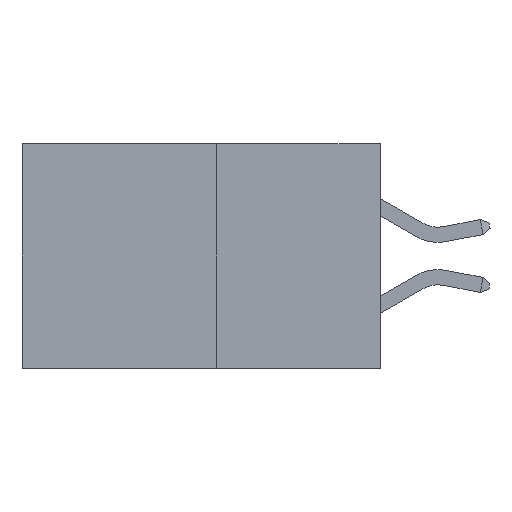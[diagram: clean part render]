
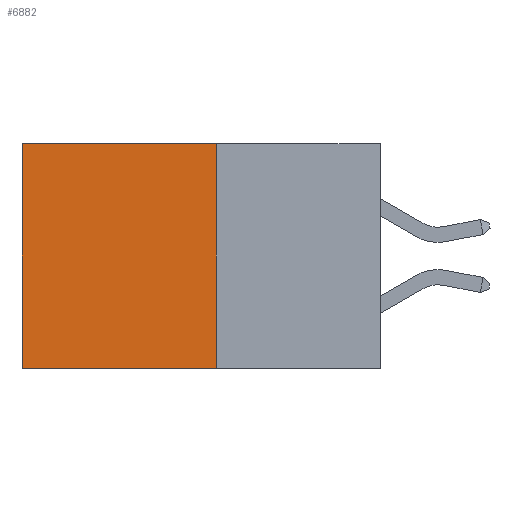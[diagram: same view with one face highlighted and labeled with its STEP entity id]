
A CAD part, left-side view. The second image highlights one B-rep face of the part: STEP entity #6882.
In plain terms, the highlighted planar face has unit normal (-1, 0, 0).
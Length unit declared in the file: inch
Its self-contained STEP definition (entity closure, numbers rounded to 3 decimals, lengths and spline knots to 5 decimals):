
#44 = DIRECTION ( 'NONE',  ( 0., 0., -1. ) ) ;
#1817 = LINE ( 'NONE', #10895, #4237 ) ;
#1858 = ORIENTED_EDGE ( 'NONE', *, *, #4774, .F. ) ;
#2260 = EDGE_LOOP ( 'NONE', ( #6861, #5401, #1858, #10998 ) ) ;
#3204 = LINE ( 'NONE', #6203, #7459 ) ;
#3349 = EDGE_CURVE ( 'NONE', #4172, #7289, #1817, .T. ) ;
#3705 = VECTOR ( 'NONE', #10197, 39.37008 ) ;
#3744 = CARTESIAN_POINT ( 'NONE',  ( 0.277, 0.59, -0.37 ) ) ;
#4172 = VERTEX_POINT ( 'NONE', #5522 ) ;
#4237 = VECTOR ( 'NONE', #10853, 39.37008 ) ;
#4774 = EDGE_CURVE ( 'NONE', #4172, #6872, #8371, .T. ) ;
#4859 = EDGE_CURVE ( 'NONE', #6872, #10364, #3204, .T. ) ;
#5351 = FACE_OUTER_BOUND ( 'NONE', #2260, .T. ) ;
#5401 = ORIENTED_EDGE ( 'NONE', *, *, #4859, .F. ) ;
#5423 = DIRECTION ( 'NONE',  ( 1., 0., 0. ) ) ;
#5522 = CARTESIAN_POINT ( 'NONE',  ( 0.277, 0.27, 0. ) ) ;
#6150 = DIRECTION ( 'NONE',  ( 0., 1., 0. ) ) ;
#6203 = CARTESIAN_POINT ( 'NONE',  ( 0.277, 0.27, -0.37 ) ) ;
#6296 = CARTESIAN_POINT ( 'NONE',  ( 0.277, 0.27, -0.37 ) ) ;
#6861 = ORIENTED_EDGE ( 'NONE', *, *, #10566, .T. ) ;
#6872 = VERTEX_POINT ( 'NONE', #6296 ) ;
#6882 = ADVANCED_FACE ( 'NONE', ( #5351 ), #7190, .F. ) ;
#7034 = CARTESIAN_POINT ( 'NONE',  ( 0.277, 0.27, -0.37 ) ) ;
#7125 = DIRECTION ( 'NONE',  ( 0., 0., -1. ) ) ;
#7190 = PLANE ( 'NONE',  #7215 ) ;
#7215 = AXIS2_PLACEMENT_3D ( 'NONE', #10590, #5423, #44 ) ;
#7289 = VERTEX_POINT ( 'NONE', #7762 ) ;
#7459 = VECTOR ( 'NONE', #6150, 39.37008 ) ;
#7762 = CARTESIAN_POINT ( 'NONE',  ( 0.277, 0.59, 0. ) ) ;
#8269 = VECTOR ( 'NONE', #7125, 39.37008 ) ;
#8371 = LINE ( 'NONE', #7034, #8269 ) ;
#8457 = LINE ( 'NONE', #9370, #3705 ) ;
#9370 = CARTESIAN_POINT ( 'NONE',  ( 0.277, 0.59, -0.37 ) ) ;
#10197 = DIRECTION ( 'NONE',  ( 0., 0., -1. ) ) ;
#10364 = VERTEX_POINT ( 'NONE', #3744 ) ;
#10566 = EDGE_CURVE ( 'NONE', #7289, #10364, #8457, .T. ) ;
#10590 = CARTESIAN_POINT ( 'NONE',  ( 0.277, 0.27, -0.37 ) ) ;
#10853 = DIRECTION ( 'NONE',  ( 0., 1., 0. ) ) ;
#10895 = CARTESIAN_POINT ( 'NONE',  ( 0.277, 0.27, 0. ) ) ;
#10998 = ORIENTED_EDGE ( 'NONE', *, *, #3349, .T. ) ;
